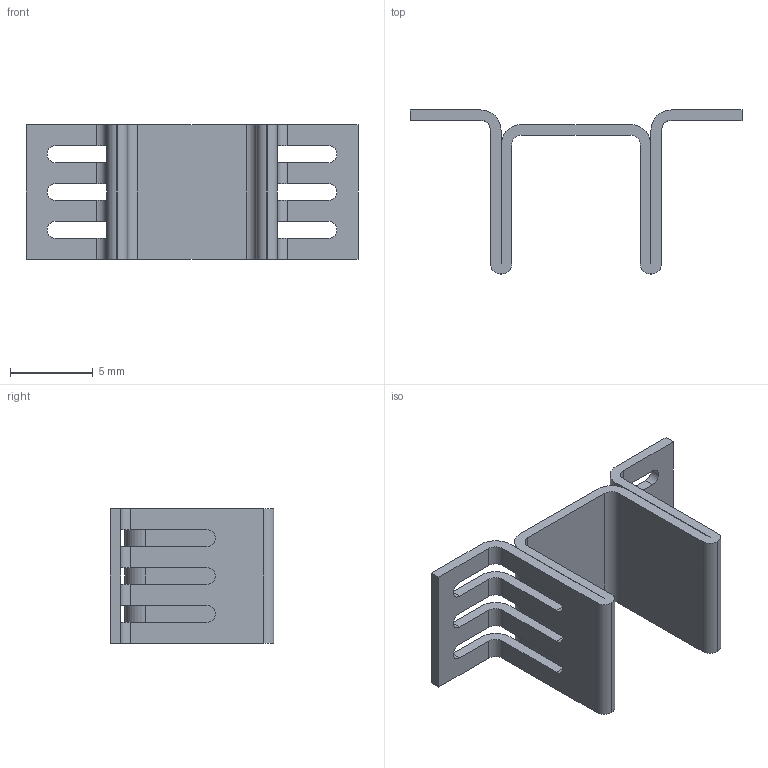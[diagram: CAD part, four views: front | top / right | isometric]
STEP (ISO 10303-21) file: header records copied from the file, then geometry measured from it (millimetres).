
FILE_DESCRIPTION (( 'STEP AP214' ), '1' );
FILE_NAME ('V-1100-SMD-B-L.STEP', '2025-01-17T08:28:01', ( '' ), ( '' ), 'SwSTEP 2.0', 'SolidWorks 2021', '' );
FILE_SCHEMA (( 'AUTOMOTIVE_DESIGN' ));
Length unit declared in the file: millimetre
Products named in the file (1): V-1100-SMD-B-L
Bounding box: 20.07 x 9.9 x 8.13 mm (x, y, z)
Volume: 237.1 mm3; surface area: 906.4 mm2
Topology: 1 solids, 1 shells, 73 faces, 249 edges, 166 vertices
Faces by surface type: cylinder 39, plane 34
Entity records: 2779 total; most frequent: ORIENTED_EDGE 498, CARTESIAN_POINT 489, DIRECTION 475, EDGE_CURVE 249, LINE 171, VECTOR 171, VERTEX_POINT 166, AXIS2_PLACEMENT_3D 152
